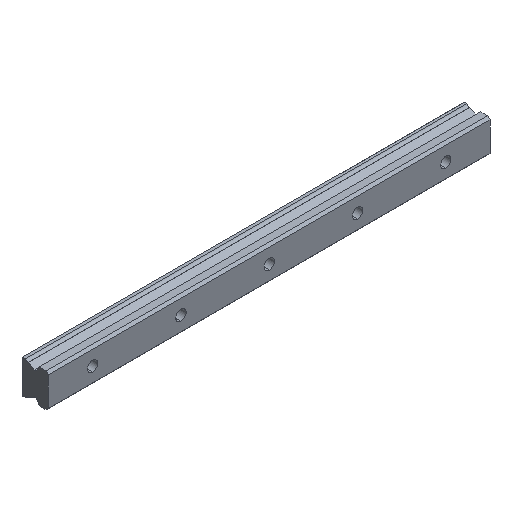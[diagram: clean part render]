
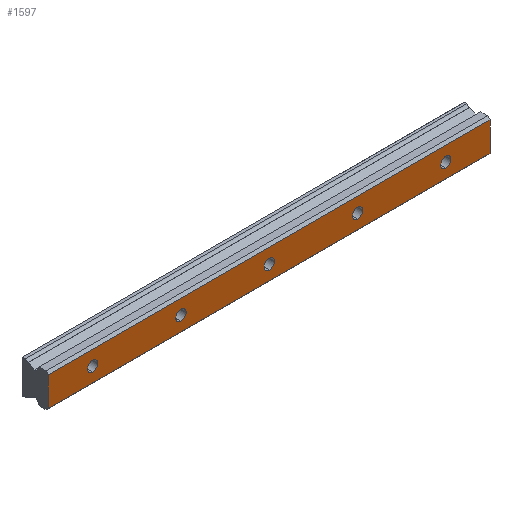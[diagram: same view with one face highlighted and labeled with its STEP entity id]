
A CAD part, isometric view. The second image highlights one B-rep face of the part: STEP entity #1597.
In plain terms, the highlighted planar face has unit normal (0, -1, 0).
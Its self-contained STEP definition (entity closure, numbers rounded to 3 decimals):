
#3 = CARTESIAN_POINT ( 'NONE',  ( 60., 0., 0. ) ) ;
#35 = CIRCLE ( 'NONE', #1138, 3.5 ) ;
#40 = EDGE_CURVE ( 'NONE', #157, #632, #1084, .T. ) ;
#45 = FACE_BOUND ( 'NONE', #1243, .T. ) ;
#58 = EDGE_CURVE ( 'NONE', #335, #486, #1553, .T. ) ;
#71 = CARTESIAN_POINT ( 'NONE',  ( 240., 0., 0. ) ) ;
#75 = CIRCLE ( 'NONE', #479, 3.5 ) ;
#87 = DIRECTION ( 'NONE',  ( 0., 0., 1. ) ) ;
#111 = ORIENTED_EDGE ( 'NONE', *, *, #688, .F. ) ;
#114 = DIRECTION ( 'NONE',  ( 0., 0., 1. ) ) ;
#118 = EDGE_LOOP ( 'NONE', ( #173, #1224 ) ) ;
#122 = DIRECTION ( 'NONE',  ( 0., -1., 0. ) ) ;
#125 = CARTESIAN_POINT ( 'NONE',  ( 60., 0., -3.5 ) ) ;
#129 = DIRECTION ( 'NONE',  ( 0., 0., 1. ) ) ;
#135 = EDGE_CURVE ( 'NONE', #1119, #1474, #35, .T. ) ;
#140 = CARTESIAN_POINT ( 'NONE',  ( 180., 0., 3.5 ) ) ;
#144 = EDGE_CURVE ( 'NONE', #632, #157, #627, .T. ) ;
#157 = VERTEX_POINT ( 'NONE', #1087 ) ;
#162 = DIRECTION ( 'NONE',  ( 0., -1., 0. ) ) ;
#171 = AXIS2_PLACEMENT_3D ( 'NONE', #579, #953, #684 ) ;
#173 = ORIENTED_EDGE ( 'NONE', *, *, #512, .F. ) ;
#175 = FACE_BOUND ( 'NONE', #118, .T. ) ;
#199 = CARTESIAN_POINT ( 'NONE',  ( -30., 0., 9.9 ) ) ;
#268 = ORIENTED_EDGE ( 'NONE', *, *, #1616, .F. ) ;
#291 = FACE_BOUND ( 'NONE', #1452, .T. ) ;
#319 = CIRCLE ( 'NONE', #1270, 3.5 ) ;
#320 = CARTESIAN_POINT ( 'NONE',  ( 120., 0., -3.5 ) ) ;
#321 = DIRECTION ( 'NONE',  ( 0., -1., 0. ) ) ;
#329 = DIRECTION ( 'NONE',  ( 0., 0., 1. ) ) ;
#335 = VERTEX_POINT ( 'NONE', #753 ) ;
#337 = CARTESIAN_POINT ( 'NONE',  ( 240., 0., 0. ) ) ;
#367 = AXIS2_PLACEMENT_3D ( 'NONE', #1018, #1546, #129 ) ;
#429 = CARTESIAN_POINT ( 'NONE',  ( 270., 0., 9.9 ) ) ;
#445 = DIRECTION ( 'NONE',  ( 0., 0., 1. ) ) ;
#479 = AXIS2_PLACEMENT_3D ( 'NONE', #3, #638, #1287 ) ;
#486 = VERTEX_POINT ( 'NONE', #1288 ) ;
#492 = VERTEX_POINT ( 'NONE', #125 ) ;
#495 = VERTEX_POINT ( 'NONE', #571 ) ;
#496 = CARTESIAN_POINT ( 'NONE',  ( 60., 0., 0. ) ) ;
#509 = ORIENTED_EDGE ( 'NONE', *, *, #588, .F. ) ;
#512 = EDGE_CURVE ( 'NONE', #764, #959, #905, .T. ) ;
#550 = CARTESIAN_POINT ( 'NONE',  ( 270., 0., 9.9 ) ) ;
#560 = FACE_OUTER_BOUND ( 'NONE', #732, .T. ) ;
#571 = CARTESIAN_POINT ( 'NONE',  ( 0., 0., -3.5 ) ) ;
#579 = CARTESIAN_POINT ( 'NONE',  ( 180., 0., 0. ) ) ;
#588 = EDGE_CURVE ( 'NONE', #1517, #335, #1493, .T. ) ;
#600 = ORIENTED_EDGE ( 'NONE', *, *, #1306, .F. ) ;
#627 = CIRCLE ( 'NONE', #1472, 3.5 ) ;
#632 = VERTEX_POINT ( 'NONE', #320 ) ;
#638 = DIRECTION ( 'NONE',  ( 0., -1., 0. ) ) ;
#643 = CARTESIAN_POINT ( 'NONE',  ( 120., 0., 0. ) ) ;
#671 = EDGE_CURVE ( 'NONE', #959, #764, #1302, .T. ) ;
#679 = ORIENTED_EDGE ( 'NONE', *, *, #144, .F. ) ;
#682 = VECTOR ( 'NONE', #907, 1000. ) ;
#684 = DIRECTION ( 'NONE',  ( 0., 0., 1. ) ) ;
#688 = EDGE_CURVE ( 'NONE', #492, #1059, #1074, .T. ) ;
#696 = FACE_BOUND ( 'NONE', #1631, .T. ) ;
#725 = AXIS2_PLACEMENT_3D ( 'NONE', #1242, #874, #87 ) ;
#732 = EDGE_LOOP ( 'NONE', ( #898, #509, #1228, #1421 ) ) ;
#738 = ORIENTED_EDGE ( 'NONE', *, *, #40, .F. ) ;
#746 = CARTESIAN_POINT ( 'NONE',  ( 60., 0., 3.5 ) ) ;
#753 = CARTESIAN_POINT ( 'NONE',  ( 270., 0., -9.9 ) ) ;
#757 = CARTESIAN_POINT ( 'NONE',  ( 180., 0., 0. ) ) ;
#764 = VERTEX_POINT ( 'NONE', #140 ) ;
#809 = FACE_BOUND ( 'NONE', #1133, .T. ) ;
#810 = AXIS2_PLACEMENT_3D ( 'NONE', #757, #1304, #1286 ) ;
#818 = CARTESIAN_POINT ( 'NONE',  ( -30., 0., 9.9 ) ) ;
#844 = CARTESIAN_POINT ( 'NONE',  ( 180., 0., -3.5 ) ) ;
#850 = VERTEX_POINT ( 'NONE', #818 ) ;
#874 = DIRECTION ( 'NONE',  ( 0., -1., 0. ) ) ;
#898 = ORIENTED_EDGE ( 'NONE', *, *, #58, .F. ) ;
#905 = CIRCLE ( 'NONE', #171, 3.5 ) ;
#907 = DIRECTION ( 'NONE',  ( -1., 0., 0. ) ) ;
#913 = CIRCLE ( 'NONE', #367, 3.5 ) ;
#945 = AXIS2_PLACEMENT_3D ( 'NONE', #496, #122, #114 ) ;
#946 = DIRECTION ( 'NONE',  ( 0., 0., -1. ) ) ;
#951 = AXIS2_PLACEMENT_3D ( 'NONE', #643, #162, #1183 ) ;
#953 = DIRECTION ( 'NONE',  ( 0., -1., 0. ) ) ;
#959 = VERTEX_POINT ( 'NONE', #844 ) ;
#1018 = CARTESIAN_POINT ( 'NONE',  ( 0., 0., 0. ) ) ;
#1027 = DIRECTION ( 'NONE',  ( 1., 0., 0. ) ) ;
#1051 = VECTOR ( 'NONE', #946, 1000. ) ;
#1054 = CARTESIAN_POINT ( 'NONE',  ( 0., 0., 3.5 ) ) ;
#1059 = VERTEX_POINT ( 'NONE', #746 ) ;
#1074 = CIRCLE ( 'NONE', #945, 3.5 ) ;
#1082 = CARTESIAN_POINT ( 'NONE',  ( 270., 0., 9.9 ) ) ;
#1084 = CIRCLE ( 'NONE', #951, 3.5 ) ;
#1087 = CARTESIAN_POINT ( 'NONE',  ( 120., 0., 3.5 ) ) ;
#1119 = VERTEX_POINT ( 'NONE', #1140 ) ;
#1130 = EDGE_CURVE ( 'NONE', #850, #1517, #1384, .T. ) ;
#1133 = EDGE_LOOP ( 'NONE', ( #1211, #1461 ) ) ;
#1138 = AXIS2_PLACEMENT_3D ( 'NONE', #337, #1486, #329 ) ;
#1140 = CARTESIAN_POINT ( 'NONE',  ( 240., 0., -3.5 ) ) ;
#1152 = AXIS2_PLACEMENT_3D ( 'NONE', #1082, #1609, #445 ) ;
#1173 = EDGE_CURVE ( 'NONE', #495, #1562, #913, .T. ) ;
#1183 = DIRECTION ( 'NONE',  ( 0., 0., 1. ) ) ;
#1188 = DIRECTION ( 'NONE',  ( 0., 0., 1. ) ) ;
#1191 = CARTESIAN_POINT ( 'NONE',  ( 270., 0., -9.9 ) ) ;
#1211 = ORIENTED_EDGE ( 'NONE', *, *, #1680, .F. ) ;
#1213 = PLANE ( 'NONE',  #1152 ) ;
#1224 = ORIENTED_EDGE ( 'NONE', *, *, #671, .F. ) ;
#1228 = ORIENTED_EDGE ( 'NONE', *, *, #1130, .F. ) ;
#1233 = DIRECTION ( 'NONE',  ( 0., 0., 1. ) ) ;
#1242 = CARTESIAN_POINT ( 'NONE',  ( 0., 0., 0. ) ) ;
#1243 = EDGE_LOOP ( 'NONE', ( #738, #679 ) ) ;
#1270 = AXIS2_PLACEMENT_3D ( 'NONE', #71, #1522, #1233 ) ;
#1286 = DIRECTION ( 'NONE',  ( 0., 0., 1. ) ) ;
#1287 = DIRECTION ( 'NONE',  ( 0., 0., 1. ) ) ;
#1288 = CARTESIAN_POINT ( 'NONE',  ( -30., 0., -9.9 ) ) ;
#1302 = CIRCLE ( 'NONE', #810, 3.5 ) ;
#1304 = DIRECTION ( 'NONE',  ( 0., -1., 0. ) ) ;
#1306 = EDGE_CURVE ( 'NONE', #1059, #492, #75, .T. ) ;
#1351 = CARTESIAN_POINT ( 'NONE',  ( 120., 0., 0. ) ) ;
#1354 = LINE ( 'NONE', #199, #1594 ) ;
#1358 = DIRECTION ( 'NONE',  ( 0., 0., 1. ) ) ;
#1384 = LINE ( 'NONE', #1666, #1619 ) ;
#1421 = ORIENTED_EDGE ( 'NONE', *, *, #1561, .F. ) ;
#1452 = EDGE_LOOP ( 'NONE', ( #268, #1491 ) ) ;
#1454 = CARTESIAN_POINT ( 'NONE',  ( 240., 0., 3.5 ) ) ;
#1461 = ORIENTED_EDGE ( 'NONE', *, *, #135, .F. ) ;
#1472 = AXIS2_PLACEMENT_3D ( 'NONE', #1351, #321, #1358 ) ;
#1474 = VERTEX_POINT ( 'NONE', #1454 ) ;
#1486 = DIRECTION ( 'NONE',  ( 0., -1., 0. ) ) ;
#1487 = CIRCLE ( 'NONE', #725, 3.5 ) ;
#1491 = ORIENTED_EDGE ( 'NONE', *, *, #1173, .F. ) ;
#1493 = LINE ( 'NONE', #429, #1051 ) ;
#1517 = VERTEX_POINT ( 'NONE', #550 ) ;
#1522 = DIRECTION ( 'NONE',  ( 0., -1., 0. ) ) ;
#1546 = DIRECTION ( 'NONE',  ( 0., -1., 0. ) ) ;
#1553 = LINE ( 'NONE', #1191, #682 ) ;
#1561 = EDGE_CURVE ( 'NONE', #486, #850, #1354, .T. ) ;
#1562 = VERTEX_POINT ( 'NONE', #1054 ) ;
#1594 = VECTOR ( 'NONE', #1188, 1000. ) ;
#1597 = ADVANCED_FACE ( 'NONE', ( #560, #291, #809, #175, #45, #696 ), #1213, .F. ) ;
#1609 = DIRECTION ( 'NONE',  ( 0., 1., 0. ) ) ;
#1616 = EDGE_CURVE ( 'NONE', #1562, #495, #1487, .T. ) ;
#1619 = VECTOR ( 'NONE', #1027, 1000. ) ;
#1631 = EDGE_LOOP ( 'NONE', ( #600, #111 ) ) ;
#1666 = CARTESIAN_POINT ( 'NONE',  ( 270., 0., 9.9 ) ) ;
#1680 = EDGE_CURVE ( 'NONE', #1474, #1119, #319, .T. ) ;
